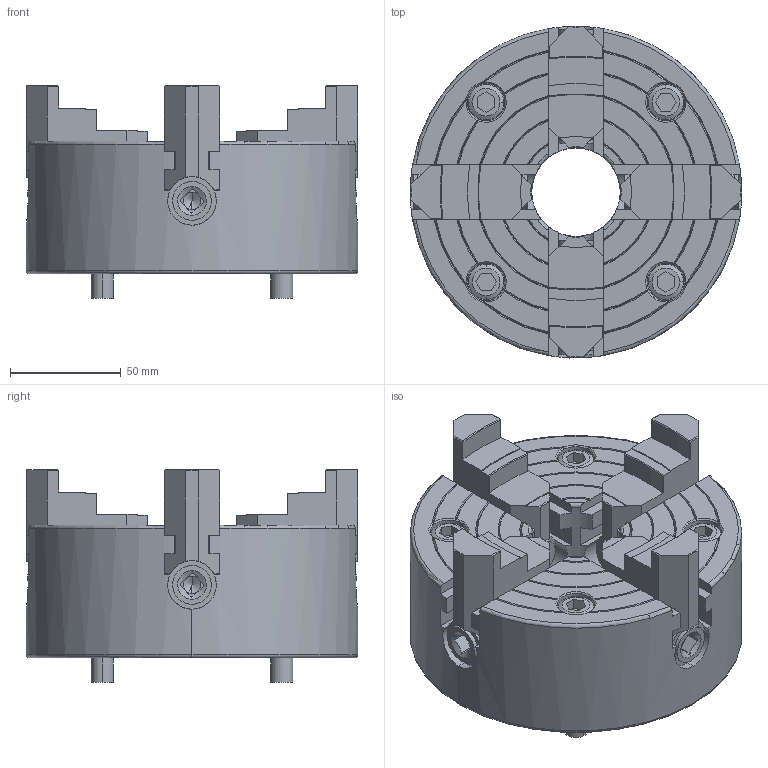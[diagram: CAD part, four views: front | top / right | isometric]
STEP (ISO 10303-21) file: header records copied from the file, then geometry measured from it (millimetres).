
FILE_DESCRIPTION (( 'STEP AP203' ), '1' );
FILE_NAME ('IC-06_ガイケイ.STEP', '2018-06-26T09:30:03', ( '' ), ( '' ), 'SwSTEP 2.0', 'SolidWorks 2017', '' );
FILE_SCHEMA (( 'CONFIG_CONTROL_DESIGN' ));
Products named in the file (1): IC-06_ガイケイ
Bounding box: 150.15 x 150.15 x 96 mm (x, y, z)
Volume: 817757.2 mm3; surface area: 140021.9 mm2
Topology: 1 solids, 1 shells, 1091 faces, 2944 edges, 1720 vertices
Faces by surface type: cylinder 350, plane 343, cone 132, torus 98, sphere 88, bspline 80
Entity records: 37185 total; most frequent: CARTESIAN_POINT 10968, ORIENTED_EDGE 5648, DIRECTION 5550, EDGE_CURVE 2824, AXIS2_PLACEMENT_3D 2206, VERTEX_POINT 1704, CIRCLE 1194, VECTOR 1138
